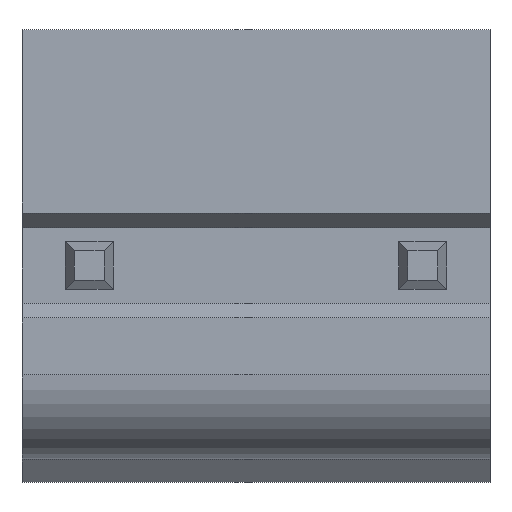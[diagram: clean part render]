
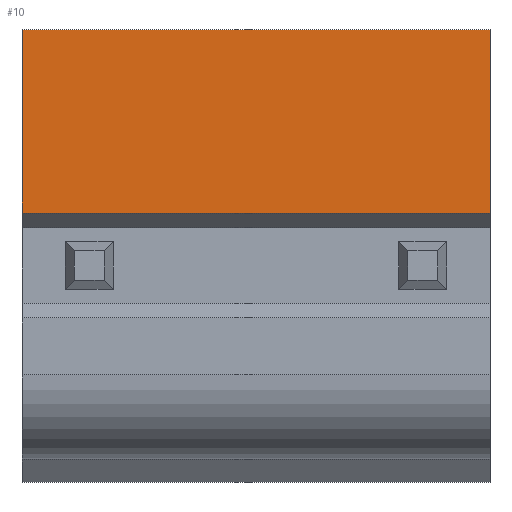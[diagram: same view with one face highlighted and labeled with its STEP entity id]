
A CAD part, front view. The second image highlights one B-rep face of the part: STEP entity #10.
In plain terms, the highlighted planar face has unit normal (0, -1, 0).
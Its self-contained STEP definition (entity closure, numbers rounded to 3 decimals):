
#10 = ADVANCED_FACE ( 'NONE', ( #1173 ), #1193, .F. ) ;
#37 = ORIENTED_EDGE ( 'NONE', *, *, #275, .T. ) ;
#68 = DIRECTION ( 'NONE',  ( 0., 1., 0. ) ) ;
#112 = DIRECTION ( 'NONE',  ( -1., 0., 0. ) ) ;
#161 = VECTOR ( 'NONE', #295, 1000. ) ;
#182 = CARTESIAN_POINT ( 'NONE',  ( 5.56, 0., 5.6 ) ) ;
#221 = CARTESIAN_POINT ( 'NONE',  ( 5.56, 0., 1.246 ) ) ;
#275 = EDGE_CURVE ( 'NONE', #839, #923, #1762, .T. ) ;
#295 = DIRECTION ( 'NONE',  ( 0., 0., -1. ) ) ;
#304 = LINE ( 'NONE', #1720, #1511 ) ;
#334 = VERTEX_POINT ( 'NONE', #221 ) ;
#419 = CARTESIAN_POINT ( 'NONE',  ( -5.56, 0., 1.246 ) ) ;
#488 = EDGE_CURVE ( 'NONE', #1459, #839, #849, .T. ) ;
#525 = ORIENTED_EDGE ( 'NONE', *, *, #981, .F. ) ;
#550 = CARTESIAN_POINT ( 'NONE',  ( 5.56, 0., 5.6 ) ) ;
#650 = DIRECTION ( 'NONE',  ( 0., 0., 1. ) ) ;
#699 = CARTESIAN_POINT ( 'NONE',  ( -5.56, 0., 5.6 ) ) ;
#707 = EDGE_LOOP ( 'NONE', ( #37, #525, #1301, #1371 ) ) ;
#839 = VERTEX_POINT ( 'NONE', #699 ) ;
#849 = LINE ( 'NONE', #550, #1563 ) ;
#923 = VERTEX_POINT ( 'NONE', #419 ) ;
#962 = CARTESIAN_POINT ( 'NONE',  ( 5.56, 0., 5.6 ) ) ;
#978 = AXIS2_PLACEMENT_3D ( 'NONE', #1639, #68, #650 ) ;
#981 = EDGE_CURVE ( 'NONE', #334, #923, #304, .T. ) ;
#1173 = FACE_OUTER_BOUND ( 'NONE', #707, .T. ) ;
#1193 = PLANE ( 'NONE',  #978 ) ;
#1206 = LINE ( 'NONE', #962, #161 ) ;
#1222 = CARTESIAN_POINT ( 'NONE',  ( -5.56, 0., 5.6 ) ) ;
#1301 = ORIENTED_EDGE ( 'NONE', *, *, #1600, .F. ) ;
#1310 = DIRECTION ( 'NONE',  ( -1., 0., 0. ) ) ;
#1371 = ORIENTED_EDGE ( 'NONE', *, *, #488, .T. ) ;
#1451 = DIRECTION ( 'NONE',  ( 0., 0., -1. ) ) ;
#1459 = VERTEX_POINT ( 'NONE', #182 ) ;
#1511 = VECTOR ( 'NONE', #1310, 1000. ) ;
#1563 = VECTOR ( 'NONE', #112, 1000. ) ;
#1600 = EDGE_CURVE ( 'NONE', #1459, #334, #1206, .T. ) ;
#1639 = CARTESIAN_POINT ( 'NONE',  ( 5.56, 0., 5.6 ) ) ;
#1673 = VECTOR ( 'NONE', #1451, 1000. ) ;
#1720 = CARTESIAN_POINT ( 'NONE',  ( 5.56, 0., 1.246 ) ) ;
#1762 = LINE ( 'NONE', #1222, #1673 ) ;
